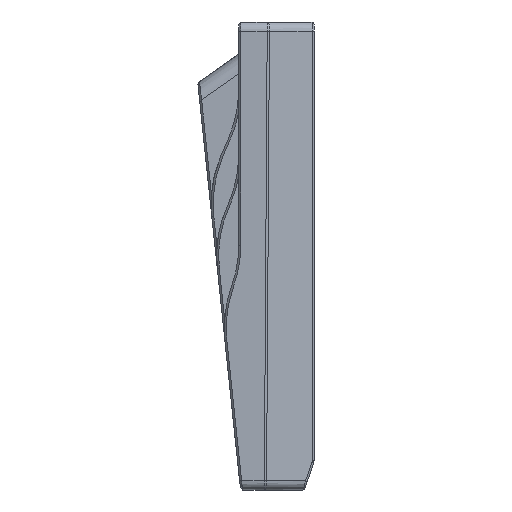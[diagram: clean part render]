
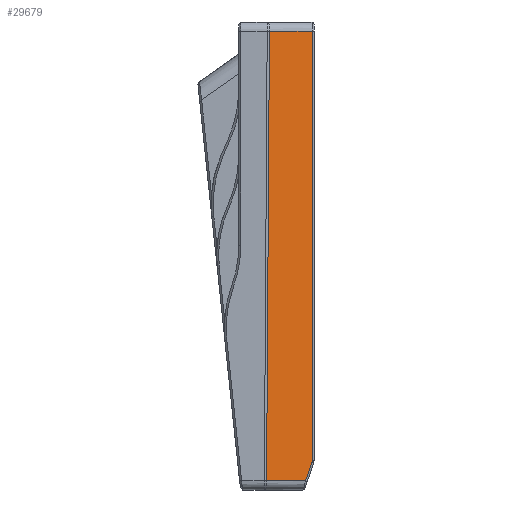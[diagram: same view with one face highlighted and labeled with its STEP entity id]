
A CAD part, left-side view. The second image highlights one B-rep face of the part: STEP entity #29679.
In plain terms, the highlighted planar face has unit normal (-0.99, -0.139, -0.001).
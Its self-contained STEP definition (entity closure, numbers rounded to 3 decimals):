
#1197=PLANE('',#31349);
#1839=LINE('',#41781,#4560);
#1841=LINE('',#41814,#4562);
#1849=LINE('',#41920,#4570);
#1851=LINE('',#41926,#4572);
#1852=LINE('',#41927,#4573);
#4560=VECTOR('',#33900,10.);
#4562=VECTOR('',#33914,10.);
#4570=VECTOR('',#33950,10.);
#4572=VECTOR('',#33956,10.);
#4573=VECTOR('',#33957,4.);
#7898=FACE_OUTER_BOUND('',#9532,.T.);
#9532=EDGE_LOOP('',(#20365,#20366,#20367,#20368,#20369,#20370));
#11332=ELLIPSE('',#31330,1.515,1.5);
#12609=VERTEX_POINT('',#41778);
#12610=VERTEX_POINT('',#41780);
#12613=VERTEX_POINT('',#41806);
#12615=VERTEX_POINT('',#41812);
#12624=VERTEX_POINT('',#41919);
#12626=VERTEX_POINT('',#41925);
#15671=EDGE_CURVE('',#12609,#12610,#1839,.T.);
#15675=EDGE_CURVE('',#12613,#12609,#11332,.T.);
#15678=EDGE_CURVE('',#12615,#12613,#1841,.T.);
#15696=EDGE_CURVE('',#12610,#12624,#1849,.T.);
#15699=EDGE_CURVE('',#12626,#12615,#1851,.T.);
#15700=EDGE_CURVE('',#12624,#12626,#1852,.T.);
#20365=ORIENTED_EDGE('',*,*,#15671,.F.);
#20366=ORIENTED_EDGE('',*,*,#15675,.F.);
#20367=ORIENTED_EDGE('',*,*,#15678,.F.);
#20368=ORIENTED_EDGE('',*,*,#15699,.F.);
#20369=ORIENTED_EDGE('',*,*,#15700,.F.);
#20370=ORIENTED_EDGE('',*,*,#15696,.F.);
#29679=ADVANCED_FACE('',(#7898),#1197,.T.);
#31330=AXIS2_PLACEMENT_3D('',#41808,#33906,#33907);
#31349=AXIS2_PLACEMENT_3D('',#41924,#33954,#33955);
#33900=DIRECTION('',(-0.045,0.325,-0.945));
#33906=DIRECTION('center_axis',(0.99,0.139,0.001));
#33907=DIRECTION('ref_axis',(0.139,-0.99,-0.006));
#33914=DIRECTION('',(0.001,0.,-1.));
#33950=DIRECTION('',(-0.139,0.99,0.));
#33954=DIRECTION('center_axis',(-0.99,-0.139,-0.001));
#33955=DIRECTION('ref_axis',(0.139,-0.99,0.));
#33956=DIRECTION('',(0.139,-0.99,0.));
#33957=DIRECTION('',(0.,-0.006,1.));
#41778=CARTESIAN_POINT('',(-4.217,-36.541,-3.965));
#41780=CARTESIAN_POINT('',(-4.433,-34.975,-8.513));
#41781=CARTESIAN_POINT('',(-2.025,-52.433,42.188));
#41806=CARTESIAN_POINT('',(-4.206,-36.623,-3.477));
#41808=CARTESIAN_POINT('Origin',(-4.417,-35.123,-3.477));
#41812=CARTESIAN_POINT('',(-4.302,-36.623,103.087));
#41814=CARTESIAN_POINT('',(-4.277,-36.623,75.655));
#41919=CARTESIAN_POINT('',(-5.797,-25.273,-8.513));
#41920=CARTESIAN_POINT('',(-5.887,-24.63,-8.513));
#41924=CARTESIAN_POINT('Origin',(-6.136,-23.579,104.152));
#41925=CARTESIAN_POINT('',(-5.797,-25.985,103.087));
#41926=CARTESIAN_POINT('',(-3.126,-44.986,103.087));
#41927=CARTESIAN_POINT('',(-5.797,-25.991,104.136));
